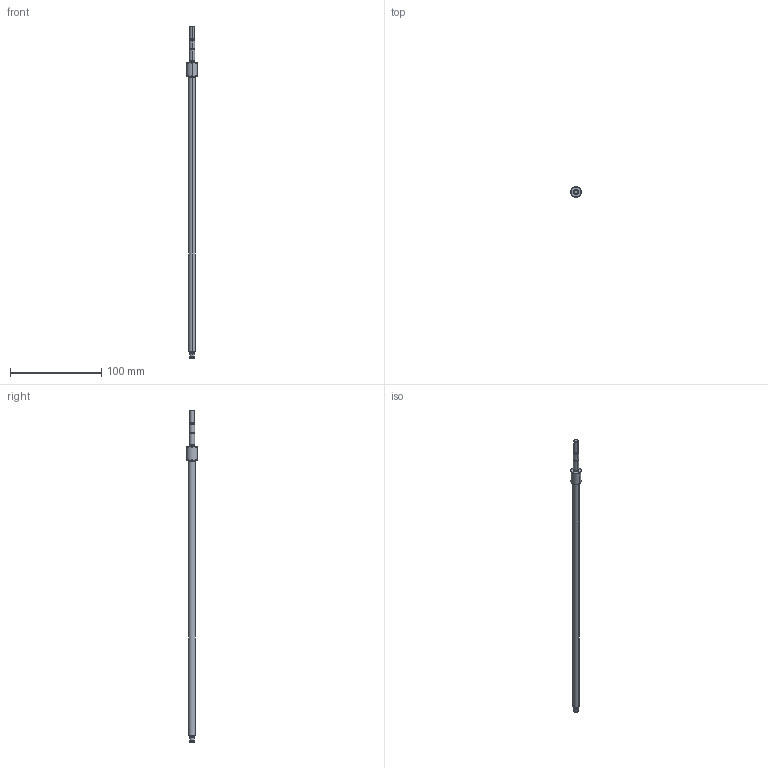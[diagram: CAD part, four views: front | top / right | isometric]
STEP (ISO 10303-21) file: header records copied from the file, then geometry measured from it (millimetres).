
FILE_DESCRIPTION (( 'STEP AP214' ), '1' );
FILE_NAME ('SgurubCuBile^CuplaTranslatie.STEP', '2023-12-19T22:57:34', ( '' ), ( '' ), 'SwSTEP 2.0', 'SolidWorks 2023', '' );
FILE_SCHEMA (( 'AUTOMOTIVE_DESIGN' ));
Length unit declared in the file: inch
Products named in the file (1): SgurubCuBile^CuplaTranslatie
Bounding box: 12 x 12 x 363 mm (x, y, z)
Surface area: 8838.2 mm2 (no closed solid volume)
Topology: 0 solids, 2 shells, 82 faces, 170 edges, 98 vertices
Faces by surface type: cone 28, cylinder 28, torus 16, plane 10
Entity records: 2256 total; most frequent: DIRECTION 436, CARTESIAN_POINT 427, ORIENTED_EDGE 334, AXIS2_PLACEMENT_3D 191, EDGE_CURVE 170, CIRCLE 108, VERTEX_POINT 98, EDGE_LOOP 90
